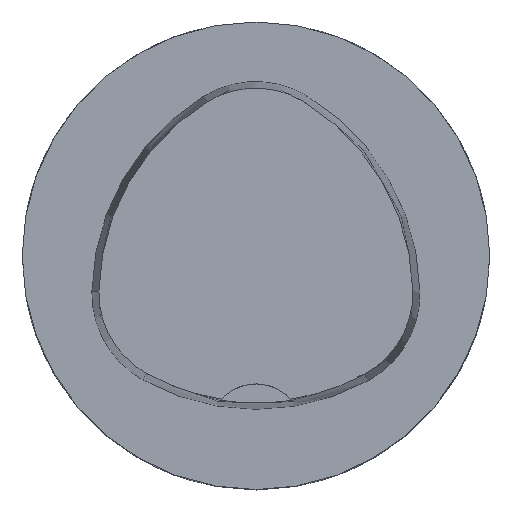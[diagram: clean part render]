
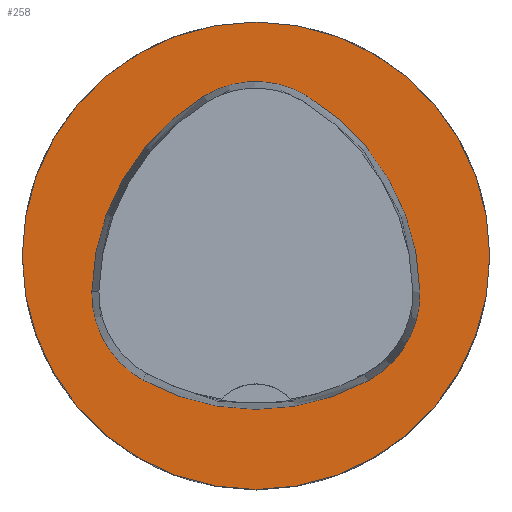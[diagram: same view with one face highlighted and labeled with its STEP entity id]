
A CAD part, top view. The second image highlights one B-rep face of the part: STEP entity #258.
In plain terms, the highlighted planar face has unit normal (0, 0, 1).
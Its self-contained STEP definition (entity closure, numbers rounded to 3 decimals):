
#206=PLANE('',#929);
#258=ADVANCED_FACE('',(#311,#312),#206,.T.);
#311=FACE_BOUND('',#371,.T.);
#312=FACE_BOUND('',#372,.T.);
#371=EDGE_LOOP('',(#536,#537,#538,#539,#540,#541));
#372=EDGE_LOOP('',(#542));
#536=ORIENTED_EDGE('',*,*,#744,.T.);
#537=ORIENTED_EDGE('',*,*,#724,.T.);
#538=ORIENTED_EDGE('',*,*,#728,.T.);
#539=ORIENTED_EDGE('',*,*,#731,.T.);
#540=ORIENTED_EDGE('',*,*,#734,.T.);
#541=ORIENTED_EDGE('',*,*,#742,.T.);
#542=ORIENTED_EDGE('',*,*,#747,.F.);
#637=VERTEX_POINT('',#1369);
#638=VERTEX_POINT('',#1370);
#641=VERTEX_POINT('',#1378);
#643=VERTEX_POINT('',#1384);
#645=VERTEX_POINT('',#1390);
#652=VERTEX_POINT('',#1411);
#653=VERTEX_POINT('',#1421);
#724=EDGE_CURVE('',#637,#638,#799,.T.);
#728=EDGE_CURVE('',#638,#641,#801,.T.);
#731=EDGE_CURVE('',#641,#643,#803,.T.);
#734=EDGE_CURVE('',#643,#645,#805,.T.);
#742=EDGE_CURVE('',#645,#652,#809,.T.);
#744=EDGE_CURVE('',#652,#637,#811,.T.);
#747=EDGE_CURVE('',#653,#653,#814,.T.);
#799=CIRCLE('',#906,20.);
#801=CIRCLE('',#909,8.5);
#803=CIRCLE('',#912,20.);
#805=CIRCLE('',#915,8.5);
#809=CIRCLE('',#920,20.);
#811=CIRCLE('',#923,8.5);
#814=CIRCLE('',#928,20.);
#906=AXIS2_PLACEMENT_3D('',#1368,#1096,#1097);
#909=AXIS2_PLACEMENT_3D('',#1377,#1104,#1105);
#912=AXIS2_PLACEMENT_3D('',#1383,#1111,#1112);
#915=AXIS2_PLACEMENT_3D('',#1389,#1118,#1119);
#920=AXIS2_PLACEMENT_3D('',#1412,#1130,#1131);
#923=AXIS2_PLACEMENT_3D('',#1415,#1136,#1137);
#928=AXIS2_PLACEMENT_3D('',#1420,#1146,#1147);
#929=AXIS2_PLACEMENT_3D('',#1422,#1148,#1149);
#1096=DIRECTION('',(0.,0.,-1.));
#1097=DIRECTION('',(-1.,0.,0.));
#1104=DIRECTION('',(0.,0.,-1.));
#1105=DIRECTION('',(-1.,0.,0.));
#1111=DIRECTION('',(0.,0.,-1.));
#1112=DIRECTION('',(-1.,0.,0.));
#1118=DIRECTION('',(0.,0.,-1.));
#1119=DIRECTION('',(-1.,0.,0.));
#1130=DIRECTION('',(0.,0.,-1.));
#1131=DIRECTION('',(-1.,0.,0.));
#1136=DIRECTION('',(0.,0.,-1.));
#1137=DIRECTION('',(-1.,0.,0.));
#1146=DIRECTION('',(0.,0.,-1.));
#1147=DIRECTION('',(-1.,0.,0.));
#1148=DIRECTION('',(0.,0.,1.));
#1149=DIRECTION('',(1.,0.,0.));
#1368=CARTESIAN_POINT('',(5.955,-3.414,0.));
#1369=CARTESIAN_POINT('',(-14.041,-3.042,0.));
#1370=CARTESIAN_POINT('',(-4.472,13.653,0.));
#1377=CARTESIAN_POINT('',(-0.04,6.4,0.));
#1378=CARTESIAN_POINT('',(4.347,13.68,0.));
#1383=CARTESIAN_POINT('',(-5.976,-3.45,0.));
#1384=CARTESIAN_POINT('',(14.021,-3.075,0.));
#1389=CARTESIAN_POINT('',(5.522,-3.235,0.));
#1390=CARTESIAN_POINT('',(9.588,-10.699,0.));
#1411=CARTESIAN_POINT('',(-9.655,-10.639,0.));
#1412=CARTESIAN_POINT('',(0.022,6.864,0.));
#1415=CARTESIAN_POINT('',(-5.543,-3.2,0.));
#1420=CARTESIAN_POINT('',(0.,0.,0.));
#1421=CARTESIAN_POINT('',(-20.,0.,0.));
#1422=CARTESIAN_POINT('',(0.,0.,0.));
